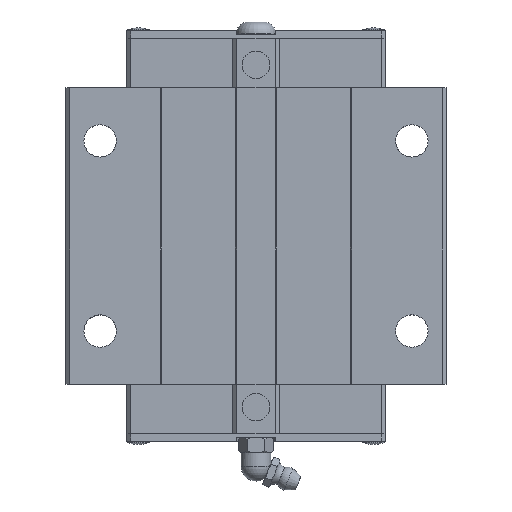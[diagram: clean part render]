
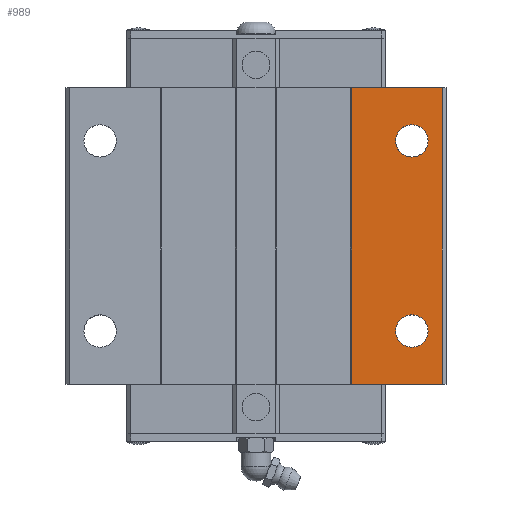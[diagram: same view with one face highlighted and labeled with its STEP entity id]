
A CAD part, top view. The second image highlights one B-rep face of the part: STEP entity #989.
In plain terms, the highlighted planar face has unit normal (0, 0, 1).
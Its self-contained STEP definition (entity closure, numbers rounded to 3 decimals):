
#989=ADVANCED_FACE('',(#2037,#2038,#2039),#2040,.T.);
#2037=FACE_OUTER_BOUND('',#3145,.T.);
#2038=FACE_BOUND('',#3146,.T.);
#2039=FACE_BOUND('',#3147,.T.);
#2040=PLANE('',#3148);
#3145=EDGE_LOOP('',(#6202,#6203,#6204,#6205));
#3146=EDGE_LOOP('',(#6206,#6207));
#3147=EDGE_LOOP('',(#6208,#6209));
#3148=AXIS2_PLACEMENT_3D('',#6210,#6211,#6212);
#6202=ORIENTED_EDGE('',*,*,#7822,.T.);
#6203=ORIENTED_EDGE('',*,*,#7751,.T.);
#6204=ORIENTED_EDGE('',*,*,#7828,.F.);
#6205=ORIENTED_EDGE('',*,*,#7803,.T.);
#6206=ORIENTED_EDGE('',*,*,#6685,.T.);
#6207=ORIENTED_EDGE('',*,*,#7829,.T.);
#6208=ORIENTED_EDGE('',*,*,#6679,.T.);
#6209=ORIENTED_EDGE('',*,*,#7830,.T.);
#6210=CARTESIAN_POINT('',(0.0,93.001,48.0));
#6211=DIRECTION('',(0.0,0.0,1.0));
#6212=DIRECTION('',(-1.0,0.0,0.0));
#6679=EDGE_CURVE('',#8001,#8007,#8009,.T.);
#6685=EDGE_CURVE('',#8012,#8018,#8020,.T.);
#7751=EDGE_CURVE('',#9603,#9601,#9604,.T.);
#7803=EDGE_CURVE('',#9693,#9691,#9694,.T.);
#7822=EDGE_CURVE('',#9691,#9603,#9717,.T.);
#7828=EDGE_CURVE('',#9693,#9601,#9723,.T.);
#7829=EDGE_CURVE('',#8018,#8012,#9724,.T.);
#7830=EDGE_CURVE('',#8007,#8001,#9725,.T.);
#8001=VERTEX_POINT('',#9940);
#8007=VERTEX_POINT('',#9947);
#8009=CIRCLE('',#9950,4.25);
#8012=VERTEX_POINT('',#9953);
#8018=VERTEX_POINT('',#9960);
#8020=CIRCLE('',#9963,4.25);
#9601=VERTEX_POINT('',#13276);
#9603=VERTEX_POINT('',#13279);
#9604=LINE('',#13280,#13281);
#9691=VERTEX_POINT('',#13410);
#9693=VERTEX_POINT('',#13413);
#9694=LINE('',#13414,#13415);
#9717=LINE('',#13450,#13451);
#9723=LINE('',#13459,#13460);
#9724=CIRCLE('',#13461,4.25);
#9725=CIRCLE('',#13462,4.25);
#9940=CARTESIAN_POINT('',(45.25,29.001,48.0));
#9947=CARTESIAN_POINT('',(36.75,29.001,48.0));
#9950=AXIS2_PLACEMENT_3D('',#13718,#13719,#13720);
#9953=CARTESIAN_POINT('',(45.25,79.001,48.0));
#9960=CARTESIAN_POINT('',(36.75,79.001,48.0));
#9963=AXIS2_PLACEMENT_3D('',#13729,#13730,#13731);
#13276=CARTESIAN_POINT('',(49.0,15.001,48.0));
#13279=CARTESIAN_POINT('',(25.25,15.001,48.0));
#13280=CARTESIAN_POINT('',(49.0,15.001,48.0));
#13281=VECTOR('',#14773,1.0);
#13410=CARTESIAN_POINT('',(25.25,93.001,48.0));
#13413=CARTESIAN_POINT('',(49.0,93.001,48.0));
#13414=CARTESIAN_POINT('',(49.0,93.001,48.0));
#13415=VECTOR('',#14823,1.0);
#13450=CARTESIAN_POINT('',(25.25,112.501,48.0));
#13451=VECTOR('',#14836,1.0);
#13459=CARTESIAN_POINT('',(49.0,93.001,48.0));
#13460=VECTOR('',#14839,1.0);
#13461=AXIS2_PLACEMENT_3D('',#14840,#14841,#14842);
#13462=AXIS2_PLACEMENT_3D('',#14843,#14844,#14845);
#13718=CARTESIAN_POINT('',(41.0,29.001,48.0));
#13719=DIRECTION('',(0.0,0.0,-1.0));
#13720=DIRECTION('',(1.0,0.0,0.0));
#13729=CARTESIAN_POINT('',(41.0,79.001,48.0));
#13730=DIRECTION('',(0.0,0.0,-1.0));
#13731=DIRECTION('',(1.0,0.0,0.0));
#14773=DIRECTION('',(1.0,0.0,0.0));
#14823=DIRECTION('',(-1.0,0.0,0.0));
#14836=DIRECTION('',(0.0,-1.0,0.0));
#14839=DIRECTION('',(0.0,-1.0,0.0));
#14840=CARTESIAN_POINT('',(41.0,79.001,48.0));
#14841=DIRECTION('',(0.0,0.0,-1.0));
#14842=DIRECTION('',(1.0,0.0,0.0));
#14843=CARTESIAN_POINT('',(41.0,29.001,48.0));
#14844=DIRECTION('',(0.0,0.0,-1.0));
#14845=DIRECTION('',(1.0,0.0,0.0));
